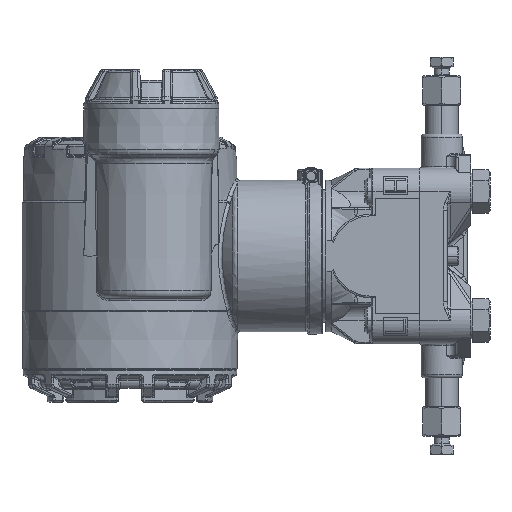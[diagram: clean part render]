
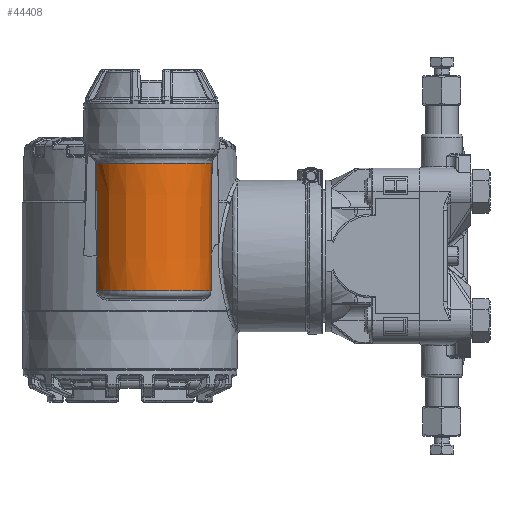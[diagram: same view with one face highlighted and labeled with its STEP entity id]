
A CAD part, left-side view. The second image highlights one B-rep face of the part: STEP entity #44408.
In plain terms, the highlighted conical face has half-angle 0.5 degrees and reference radius 25.129 mm.
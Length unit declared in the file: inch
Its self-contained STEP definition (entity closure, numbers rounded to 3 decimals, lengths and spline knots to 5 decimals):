
#19846=CARTESIAN_POINT('',(-1.72635,0.71912,
1.53281));
#19878=CARTESIAN_POINT('',(-1.71562,0.70945,
0.00015));
#19879=CARTESIAN_POINT('',(-1.71681,0.71053,
0.17102));
#19880=CARTESIAN_POINT('',(-1.71921,0.71268,
0.51238));
#19881=CARTESIAN_POINT('',(-1.72279,0.71591,
1.02326));
#19882=CARTESIAN_POINT('',(-1.72517,0.71805,
1.36309));
#19883=CARTESIAN_POINT('',(-1.72635,0.71912,
1.53281));
#19885=CARTESIAN_POINT('',(-1.29,-0.179,1.53281));
#19886=DIRECTION('',(0.,0.,-1.));
#19887=DIRECTION('',(0.078,-0.997,0.));
#19888=AXIS2_PLACEMENT_3D('',#19885,#19886,#19887);
#19890=CARTESIAN_POINT('',(-1.21243,-1.17449,
1.53281));
#19891=CARTESIAN_POINT('',(-1.21213,-1.17298,
1.36248));
#19892=CARTESIAN_POINT('',(-1.21149,-1.16997,
1.02459));
#19893=CARTESIAN_POINT('',(-1.2105,-1.16573,
0.54945));
#19894=CARTESIAN_POINT('',(-1.20973,-1.16267,
0.20704));
#19895=CARTESIAN_POINT('',(-1.20933,-1.16112,
0.03332));
#19897=CARTESIAN_POINT('',(-1.20933,-1.16112,
0.03332));
#19898=CARTESIAN_POINT('',(-1.21018,-1.16034,
-0.06371));
#19899=CARTESIAN_POINT('',(-1.21192,-1.15874,
-0.26197));
#19900=CARTESIAN_POINT('',(-1.21373,-1.15707,
-0.46865));
#19901=CARTESIAN_POINT('',(-1.21466,-1.15622,
-0.57409));
#19903=CARTESIAN_POINT('',(-1.29,-0.179,-0.57409));
#19904=DIRECTION('',(0.,0.,-1.));
#19905=DIRECTION('',(0.077,-0.997,0.));
#19906=AXIS2_PLACEMENT_3D('',#19903,#19904,#19905);
#19908=CARTESIAN_POINT('',(-1.71763,0.70291,
-0.57409));
#19909=CARTESIAN_POINT('',(-1.7173,0.70401,
-0.47826));
#19910=CARTESIAN_POINT('',(-1.71663,0.70619,
-0.28673));
#19911=CARTESIAN_POINT('',(-1.71595,0.70836,
-0.09543));
#19912=CARTESIAN_POINT('',(-1.71562,0.70945,
0.00015));
#19942=CARTESIAN_POINT('',(-1.21466,-1.15622,
-0.57409));
#21492=VERTEX_POINT('',#19846);
#21494=VERTEX_POINT('',#19878);
#21496=VERTEX_POINT('',#19908);
#21504=VERTEX_POINT('',#19942);
#21507=VERTEX_POINT('',#19897);
#21510=CARTESIAN_POINT('',(-1.21243,-1.17449,
1.53281));
#21511=VERTEX_POINT('',#21510);
#44391=CARTESIAN_POINT('',(-1.29,-0.179,0.47936));
#44392=DIRECTION('',(0.,0.,1.));
#44393=DIRECTION('',(0.,-1.,0.));
#44394=AXIS2_PLACEMENT_3D('',#44391,#44392,#44393);
#44395=CONICAL_SURFACE('',#44394,0.98932,0.5);
#44397=ORIENTED_EDGE('',*,*,#44396,.T.);
#44398=ORIENTED_EDGE('',*,*,#44307,.F.);
#44399=ORIENTED_EDGE('',*,*,#44382,.T.);
#44401=ORIENTED_EDGE('',*,*,#44400,.T.);
#44403=ORIENTED_EDGE('',*,*,#44402,.T.);
#44405=ORIENTED_EDGE('',*,*,#44404,.T.);
#44406=EDGE_LOOP('',(#44397,#44398,#44399,#44401,#44403,#44405));
#44407=FACE_OUTER_BOUND('',#44406,.F.);
#19884=B_SPLINE_CURVE_WITH_KNOTS('',3,(#19878,#19879,#19880,#19881,#19882,
#19883),.UNSPECIFIED.,.F.,.F.,(4,1,1,4),(0.,0.33333,
0.66667,1.),.UNSPECIFIED.);
#19889=CIRCLE('',#19888,0.99851);
#19896=B_SPLINE_CURVE_WITH_KNOTS('',3,(#19890,#19891,#19892,#19893,#19894,
#19895),.UNSPECIFIED.,.F.,.F.,(4,1,1,4),(0.,0.33333,
0.66667,1.),.UNSPECIFIED.);
#19902=B_SPLINE_CURVE_WITH_KNOTS('',3,(#19897,#19898,#19899,#19900,#19901),
.UNSPECIFIED.,.F.,.F.,(4,1,4),(0.,0.5,1.),.UNSPECIFIED.);
#19907=CIRCLE('',#19906,0.98012);
#19913=B_SPLINE_CURVE_WITH_KNOTS('',3,(#19908,#19909,#19910,#19911,#19912),
.UNSPECIFIED.,.F.,.F.,(4,1,4),(0.,0.5,1.),.UNSPECIFIED.);
#44307=EDGE_CURVE('',#21511,#21492,#19889,.T.);
#44382=EDGE_CURVE('',#21511,#21507,#19896,.T.);
#44396=EDGE_CURVE('',#21494,#21492,#19884,.T.);
#44400=EDGE_CURVE('',#21507,#21504,#19902,.T.);
#44402=EDGE_CURVE('',#21504,#21496,#19907,.T.);
#44404=EDGE_CURVE('',#21496,#21494,#19913,.T.);
#44408=ADVANCED_FACE('',(#44407),#44395,.T.);
